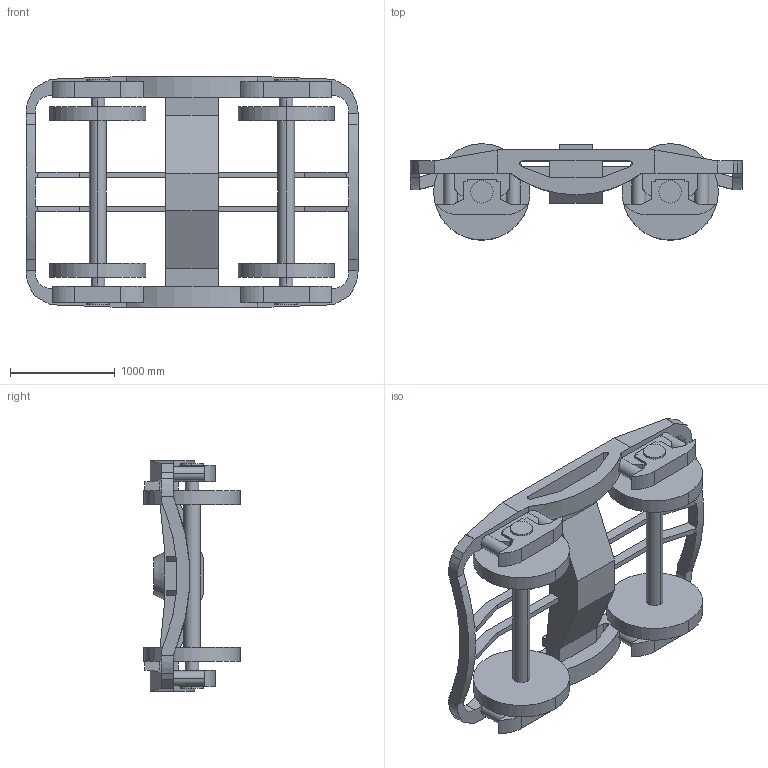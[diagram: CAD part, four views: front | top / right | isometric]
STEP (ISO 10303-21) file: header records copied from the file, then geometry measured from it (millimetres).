
FILE_DESCRIPTION (( 'STEP AP203' ), '1' );
FILE_NAME ('Y25_bogies_MostDetailed.STEP', '2024-02-29T10:35:23', ( '' ), ( '' ), 'SwSTEP 2.0', 'SolidWorks 2022', '' );
FILE_SCHEMA (( 'CONFIG_CONTROL_DESIGN' ));
Length unit declared in the file: metre
Products named in the file (1): Y25_bogies_MostDetailed
Bounding box: 3173.18 x 920 x 2200 mm (x, y, z)
Volume: 1144722186.8 mm3; surface area: 23325856.4 mm2
Topology: 1 solids, 1 shells, 327 faces, 986 edges, 644 vertices
Faces by surface type: plane 255, cylinder 70, cone 2
Entity records: 11497 total; most frequent: CARTESIAN_POINT 2542, ORIENTED_EDGE 1972, DIRECTION 1738, EDGE_CURVE 986, LINE 762, VECTOR 762, VERTEX_POINT 644, AXIS2_PLACEMENT_3D 488
